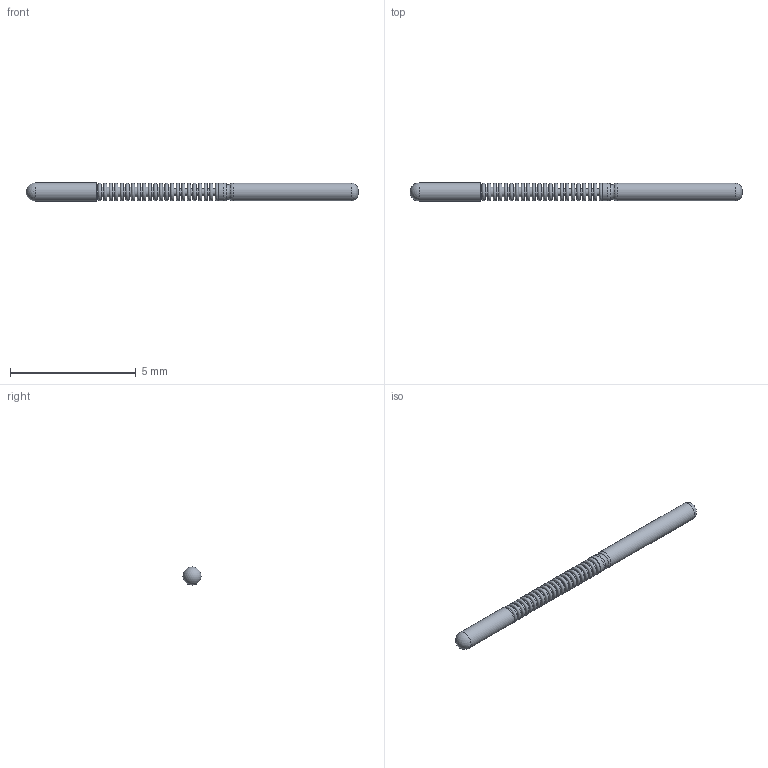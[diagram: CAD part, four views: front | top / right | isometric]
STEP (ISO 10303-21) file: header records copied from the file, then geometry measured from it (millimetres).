
FILE_DESCRIPTION (( 'STEP AP214' ), '1' );
FILE_NAME ('050-PLP0540S.STEP', '2017-11-28T16:22:43', ( '' ), ( '' ), 'SwSTEP 2.0', 'SolidWorks 2017', '' );
FILE_SCHEMA (( 'AUTOMOTIVE_DESIGN' ));
Length unit declared in the file: inch
Products named in the file (1): 050-PLP0540S
Bounding box: 13.21 x 0.72 x 0.72 mm (x, y, z)
Volume: 4.2 mm3; surface area: 41.3 mm2
Topology: 24 solids, 24 shells, 37 faces, 73 edges, 38 vertices
Faces by surface type: torus 27, cylinder 5, plane 3, sphere 1, cone 1
Full cylindrical faces by diameter (mm): 0.254 x1, 0.381 x1, 0.711 x2, 0.725 x1
Entity records: 1278 total; most frequent: DIRECTION 102, CARTESIAN_POINT 64, DIMENSIONAL_EXPONENTS 63, UNCERTAINTY_MEASURE_WITH_UNIT 63, LENGTH_MEASURE_WITH_UNIT 63, FILL_AREA_STYLE_COLOUR 62, SURFACE_STYLE_USAGE 62, PRESENTATION_STYLE_ASSIGNMENT 62
